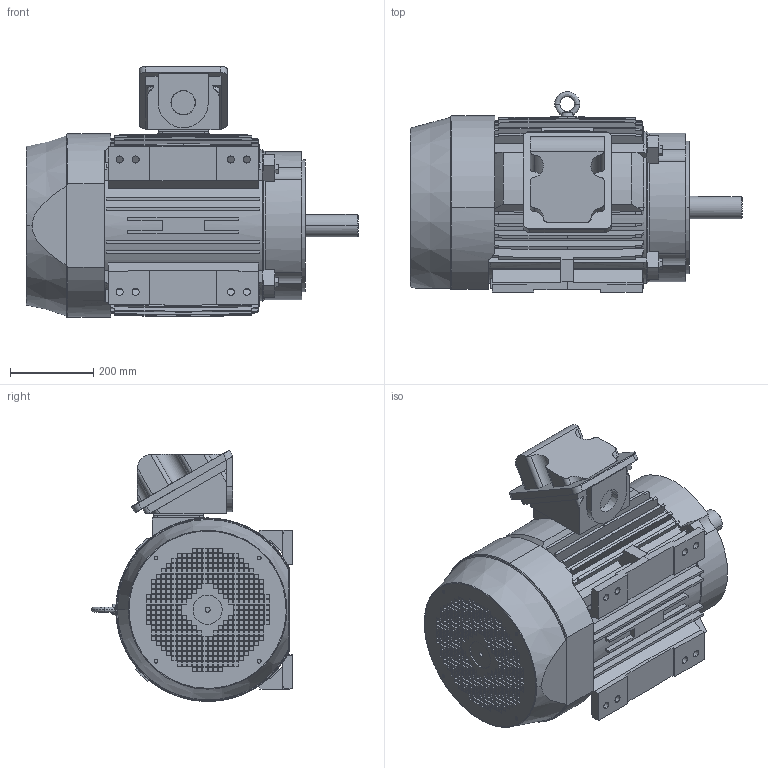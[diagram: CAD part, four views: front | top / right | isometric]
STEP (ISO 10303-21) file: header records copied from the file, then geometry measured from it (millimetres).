
FILE_DESCRIPTION (( 'STEP AP214' ), '1' );
FILE_NAME ('MDSLV005-06-F1-Bottom nc bod broke rep1.STEP', '2023-04-10T19:31:09', ( '' ), ( '' ), 'SwSTEP 2.0', 'SolidWorks 2021', '' );
FILE_SCHEMA (( 'AUTOMOTIVE_DESIGN' ));
Length unit declared in the file: inch
Products named in the file (1): MDSLV005-06-F1-Bottom nc bod broke rep1
Bounding box: 796.1 x 481.2 x 601.86 mm (x, y, z)
Volume: 92382752.1 mm3; surface area: 3112477.8 mm2
Topology: 13 solids, 13 shells, 2984 faces, 7393 edges, 4877 vertices
Faces by surface type: plane 2429, cylinder 271, cone 265, bspline 19
Entity records: 89221 total; most frequent: CARTESIAN_POINT 18172, ORIENTED_EDGE 14734, DIRECTION 13727, EDGE_CURVE 7367, LINE 5989, VECTOR 5989, VERTEX_POINT 4877, AXIS2_PLACEMENT_3D 3869
